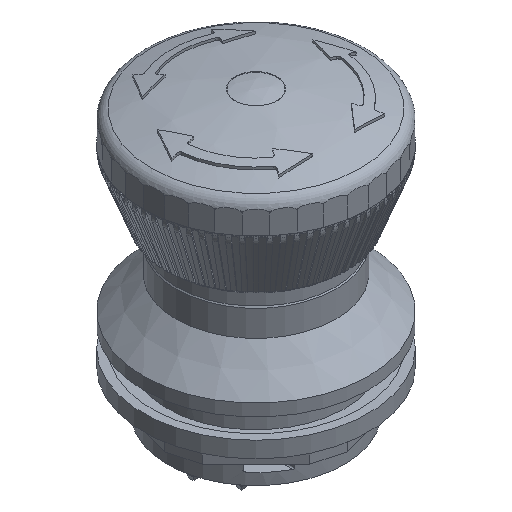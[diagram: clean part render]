
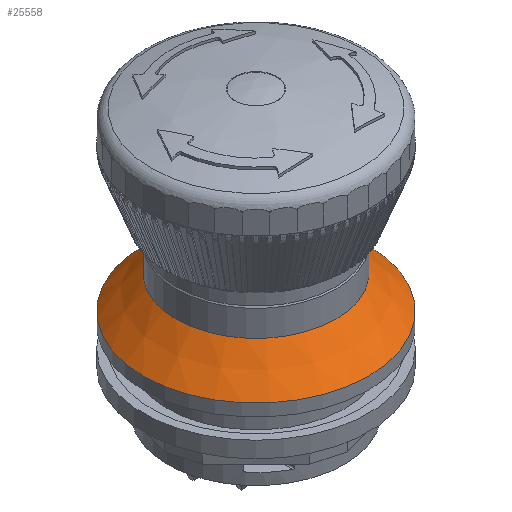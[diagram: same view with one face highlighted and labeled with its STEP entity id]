
A CAD part, isometric view. The second image highlights one B-rep face of the part: STEP entity #25558.
In plain terms, the highlighted conical face has half-angle 45 degrees and reference radius 11.963 mm.
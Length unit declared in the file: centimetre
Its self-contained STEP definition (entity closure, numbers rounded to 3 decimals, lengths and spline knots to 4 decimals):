
#410=CONICAL_SURFACE('',#27778,1.1962,45.);
#5656=FACE_BOUND('',#8231,.T.);
#6742=FACE_OUTER_BOUND('',#8230,.T.);
#8230=EDGE_LOOP('',(#20618));
#8231=EDGE_LOOP('',(#20619));
#9586=CIRCLE('',#27777,0.9925);
#9587=CIRCLE('',#27779,1.4);
#11120=VERTEX_POINT('',#44847);
#11121=VERTEX_POINT('',#44850);
#14472=EDGE_CURVE('',#11120,#11120,#9586,.T.);
#14473=EDGE_CURVE('',#11121,#11121,#9587,.T.);
#20618=ORIENTED_EDGE('',*,*,#14473,.F.);
#20619=ORIENTED_EDGE('',*,*,#14472,.T.);
#25558=ADVANCED_FACE('',(#6742,#5656),#410,.T.);
#27777=AXIS2_PLACEMENT_3D('',#44848,#32380,#32381);
#27778=AXIS2_PLACEMENT_3D('',#44849,#32382,#32383);
#27779=AXIS2_PLACEMENT_3D('',#44851,#32384,#32385);
#32380=DIRECTION('center_axis',(0.,0.,
-1.));
#32381=DIRECTION('ref_axis',(0.,-1.,0.));
#32382=DIRECTION('center_axis',(0.,0.,
-1.));
#32383=DIRECTION('ref_axis',(0.,-1.,0.));
#32384=DIRECTION('center_axis',(0.,0.,
-1.));
#32385=DIRECTION('ref_axis',(0.,-1.,0.));
#44847=CARTESIAN_POINT('',(-0.4,-3.9239,0.4298));
#44848=CARTESIAN_POINT('Origin',(-0.4,-2.9314,0.4298));
#44849=CARTESIAN_POINT('Origin',(-0.4,-2.9314,0.2261));
#44850=CARTESIAN_POINT('',(-0.4,-4.3314,0.0223));
#44851=CARTESIAN_POINT('Origin',(-0.4,-2.9314,0.0223));
